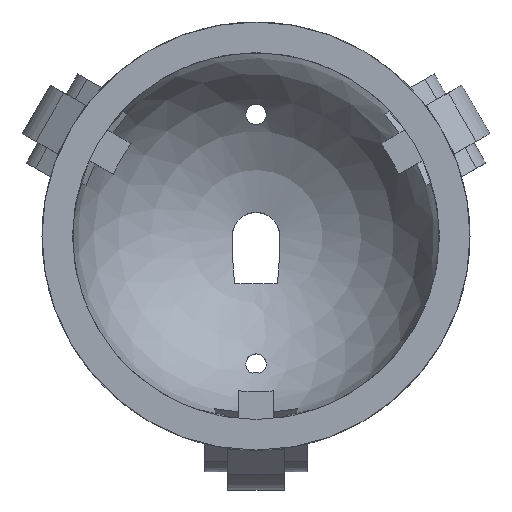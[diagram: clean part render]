
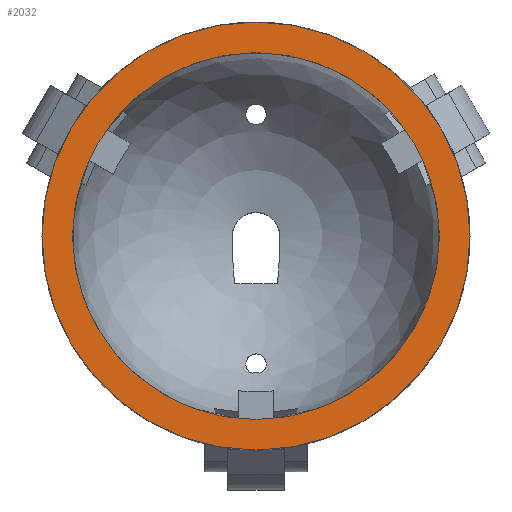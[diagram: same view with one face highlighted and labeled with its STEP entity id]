
A CAD part, top view. The second image highlights one B-rep face of the part: STEP entity #2032.
In plain terms, the highlighted planar face has unit normal (0, 0, 1).
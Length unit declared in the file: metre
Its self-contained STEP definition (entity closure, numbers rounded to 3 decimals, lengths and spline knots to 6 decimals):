
#622=ORIENTED_EDGE('',*,*,#1176,.F.);
#623=ORIENTED_EDGE('',*,*,#1067,.T.);
#1067=EDGE_CURVE('',#1379,#1379,#1585,.T.);
#1176=EDGE_CURVE('',#1453,#1453,#1626,.T.);
#1379=VERTEX_POINT('',#3342);
#1453=VERTEX_POINT('',#3573);
#1585=CIRCLE('',#2165,0.018);
#1626=CIRCLE('',#2247,0.021);
#1714=EDGE_LOOP('',(#622));
#1715=EDGE_LOOP('',(#623));
#1839=FACE_BOUND('',#1714,.T.);
#1840=FACE_BOUND('',#1715,.T.);
#1944=PLANE('',#2246);
#2032=ADVANCED_FACE('',(#1839,#1840),#1944,.F.);
#2165=AXIS2_PLACEMENT_3D('',#3341,#2460,#2461);
#2246=AXIS2_PLACEMENT_3D('',#3571,#2681,#2682);
#2247=AXIS2_PLACEMENT_3D('',#3572,#2683,#2684);
#2460=DIRECTION('',(0.,0.,-1.));
#2461=DIRECTION('',(0.,-1.,0.));
#2681=DIRECTION('',(0.,0.,-1.));
#2682=DIRECTION('',(0.,-1.,0.));
#2683=DIRECTION('',(0.,0.,-1.));
#2684=DIRECTION('',(0.,-1.,0.));
#3341=CARTESIAN_POINT('',(0.,0.,0.));
#3342=CARTESIAN_POINT('',(0.,-0.018,0.));
#3571=CARTESIAN_POINT('',(0.,0.,0.));
#3572=CARTESIAN_POINT('',(0.,0.,0.));
#3573=CARTESIAN_POINT('',(0.,-0.021,0.));
